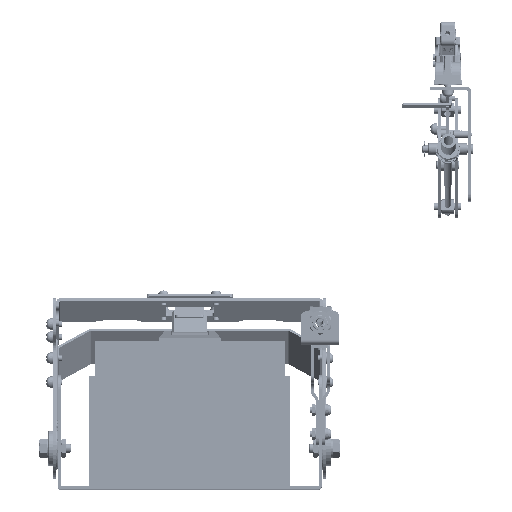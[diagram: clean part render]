
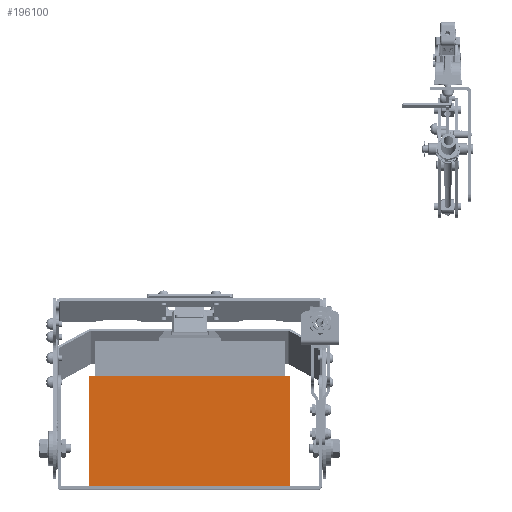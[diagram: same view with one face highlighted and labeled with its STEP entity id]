
A CAD part, top view. The second image highlights one B-rep face of the part: STEP entity #196100.
In plain terms, the highlighted planar face has unit normal (0, 0, 1).
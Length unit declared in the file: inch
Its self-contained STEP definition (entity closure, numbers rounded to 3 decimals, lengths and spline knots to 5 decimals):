
#7726 = ORIENTED_EDGE ( 'NONE', *, *, #99994, .F. ) ;
#7982 = CARTESIAN_POINT ( 'NONE',  ( -9.80707, 6.21354, 4.62598 ) ) ;
#10347 = VERTEX_POINT ( 'NONE', #71171 ) ;
#12192 = DIRECTION ( 'NONE',  ( -1., 0., 0. ) ) ;
#18829 = ORIENTED_EDGE ( 'NONE', *, *, #155414, .T. ) ;
#19432 = EDGE_LOOP ( 'NONE', ( #155747, #18829, #145111, #7726 ) ) ;
#22869 = DIRECTION ( 'NONE',  ( 0., -1., 0. ) ) ;
#23191 = CARTESIAN_POINT ( 'NONE',  ( -9.80707, -16.58268, 4.62598 ) ) ;
#25842 = EDGE_CURVE ( 'NONE', #152988, #10347, #101358, .T. ) ;
#42211 = CARTESIAN_POINT ( 'NONE',  ( -1.53935, -12.02756, 4.62598 ) ) ;
#44923 = CARTESIAN_POINT ( 'NONE',  ( -1.53935, -16.58268, 4.62598 ) ) ;
#53541 = DIRECTION ( 'NONE',  ( 0., -1., 0. ) ) ;
#63801 = VECTOR ( 'NONE', #22869, 39.37008 ) ;
#67073 = VECTOR ( 'NONE', #12192, 39.37008 ) ;
#70861 = AXIS2_PLACEMENT_3D ( 'NONE', #137707, #105976, #170535 ) ;
#71171 = CARTESIAN_POINT ( 'NONE',  ( -9.80707, -16.58268, 4.62598 ) ) ;
#87118 = CARTESIAN_POINT ( 'NONE',  ( -9.80707, -12.02756, 4.62598 ) ) ;
#94961 = PLANE ( 'NONE',  #70861 ) ;
#99994 = EDGE_CURVE ( 'NONE', #161501, #10347, #159378, .T. ) ;
#101358 = LINE ( 'NONE', #7982, #63801 ) ;
#105976 = DIRECTION ( 'NONE',  ( 0., 0., 1. ) ) ;
#129056 = LINE ( 'NONE', #189728, #162913 ) ;
#137707 = CARTESIAN_POINT ( 'NONE',  ( -9.80707, 6.21354, 4.62598 ) ) ;
#140106 = EDGE_CURVE ( 'NONE', #150842, #161501, #129056, .T. ) ;
#145111 = ORIENTED_EDGE ( 'NONE', *, *, #25842, .T. ) ;
#146761 = DIRECTION ( 'NONE',  ( -1., 0., 0. ) ) ;
#150842 = VERTEX_POINT ( 'NONE', #42211 ) ;
#152988 = VERTEX_POINT ( 'NONE', #163681 ) ;
#153396 = LINE ( 'NONE', #87118, #166749 ) ;
#155414 = EDGE_CURVE ( 'NONE', #150842, #152988, #153396, .T. ) ;
#155747 = ORIENTED_EDGE ( 'NONE', *, *, #140106, .F. ) ;
#159378 = LINE ( 'NONE', #23191, #67073 ) ;
#161501 = VERTEX_POINT ( 'NONE', #44923 ) ;
#162913 = VECTOR ( 'NONE', #53541, 39.37008 ) ;
#163681 = CARTESIAN_POINT ( 'NONE',  ( -9.80707, -12.02756, 4.62598 ) ) ;
#166749 = VECTOR ( 'NONE', #146761, 39.37008 ) ;
#170535 = DIRECTION ( 'NONE',  ( 1., 0., 0. ) ) ;
#185450 = FACE_OUTER_BOUND ( 'NONE', #19432, .T. ) ;
#189728 = CARTESIAN_POINT ( 'NONE',  ( -1.53935, 6.21354, 4.62598 ) ) ;
#196100 = ADVANCED_FACE ( 'NONE', ( #185450 ), #94961, .T. ) ;
